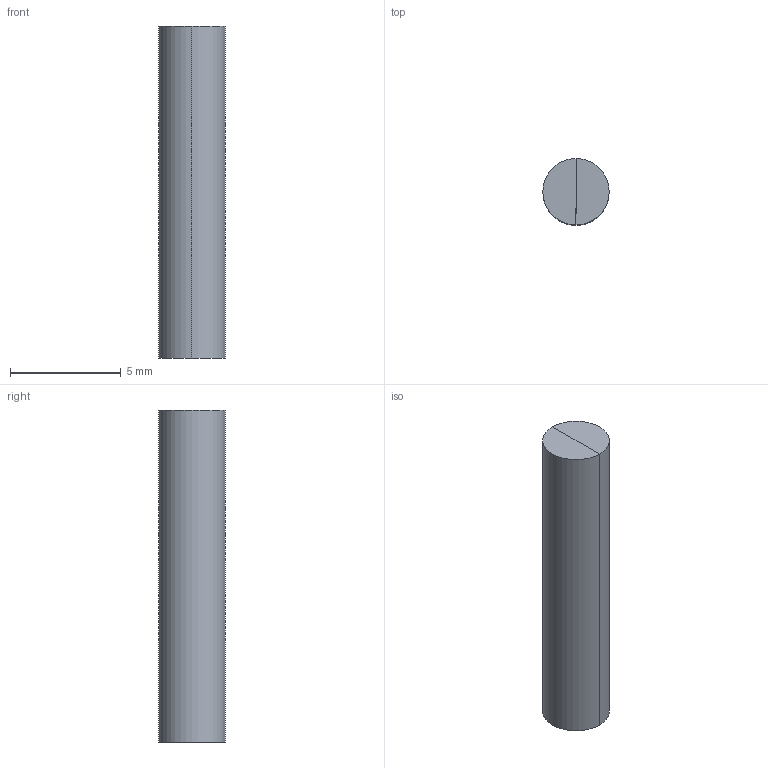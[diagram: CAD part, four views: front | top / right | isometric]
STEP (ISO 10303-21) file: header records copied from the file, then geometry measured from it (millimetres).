
FILE_DESCRIPTION(('FreeCAD Model'),'2;1');
FILE_NAME('Magnet_3x15_DIA.step' ,'2019-04-25T20:07:26',('Author'),(''), 'Open CASCADE STEP processor 7.2','FreeCAD','Unknown');
FILE_SCHEMA(('AUTOMOTIVE_DESIGN { 1 0 10303 214 1 1 1 1 }'));
Length unit declared in the file: millimetre
Products named in the file (3): Magnet; South; North
Assembly tree (2 placements, depth 2):
  Magnet
    South
    North
Bounding box: 3 x 3 x 15 mm (x, y, z)
Volume: 106 mm3; surface area: 245.5 mm2
Topology: 2 solids, 2 shells, 8 faces, 12 edges, 8 vertices
Faces by surface type: plane 6, cylinder 2
Entity records: 402 total; most frequent: DIRECTION 62, CARTESIAN_POINT 55, LINE 28, VECTOR 28, ORIENTED_EDGE 24, PCURVE 24, DEFINITIONAL_REPRESENTATION 24, AXIS2_PLACEMENT_3D 15
